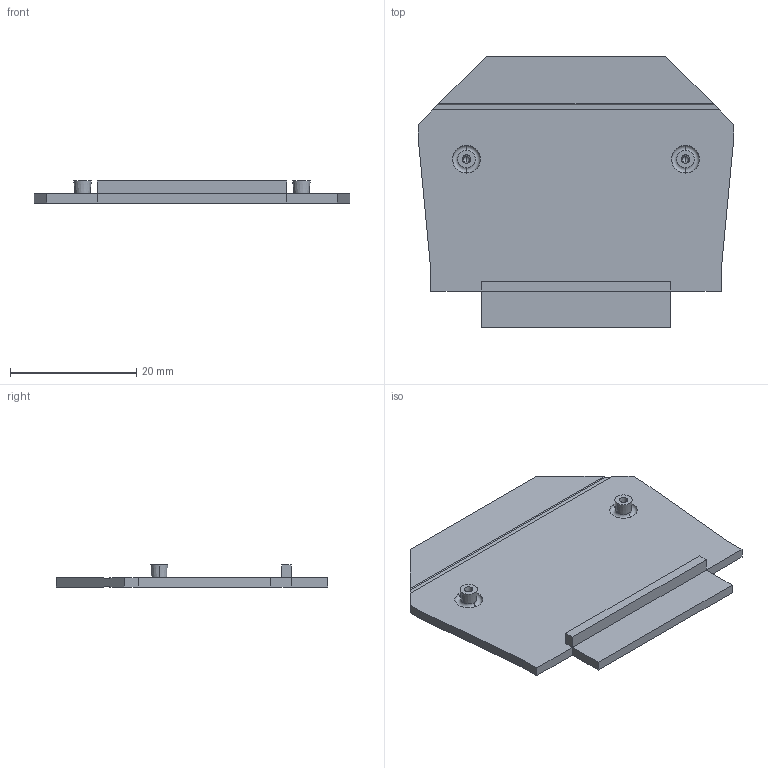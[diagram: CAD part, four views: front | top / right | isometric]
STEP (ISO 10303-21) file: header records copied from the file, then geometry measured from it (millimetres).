
FILE_DESCRIPTION (( 'STEP AP203' ), '1' );
FILE_NAME ('DN-EC86MN.STEP', '2023-01-30T18:54:25', ( '' ), ( '' ), 'SwSTEP 2.0', 'SolidWorks 2021', '' );
FILE_SCHEMA (( 'CONFIG_CONTROL_DESIGN' ));
Length unit declared in the file: inch
Products named in the file (1): DN-EC86MN
Bounding box: 50 x 43 x 3.5 mm (x, y, z)
Volume: 2879.7 mm3; surface area: 4186.4 mm2
Topology: 1 solids, 1 shells, 50 faces, 120 edges, 78 vertices
Faces by surface type: plane 34, cone 8, torus 4, sphere 4
Entity records: 1529 total; most frequent: DIRECTION 256, CARTESIAN_POINT 249, ORIENTED_EDGE 240, EDGE_CURVE 120, VECTOR 86, LINE 86, AXIS2_PLACEMENT_3D 85, VERTEX_POINT 78
